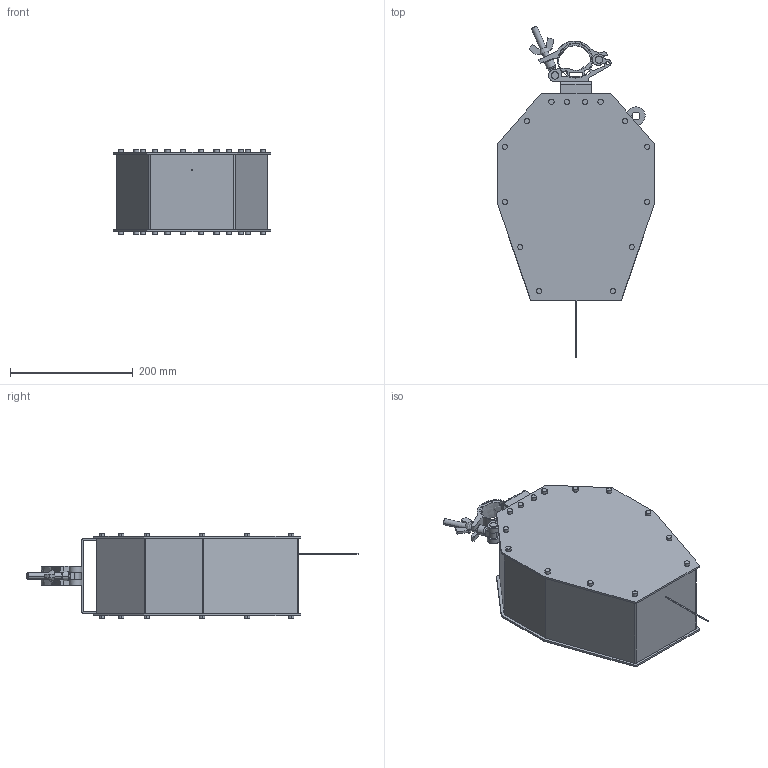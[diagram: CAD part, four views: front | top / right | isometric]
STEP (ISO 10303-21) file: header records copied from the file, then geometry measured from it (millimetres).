
FILE_DESCRIPTION (( 'STEP AP214' ), '1' );
FILE_NAME ('Assem6.STEP', '2019-06-25T08:34:21', ( '' ), ( '' ), 'SwSTEP 2.0', 'SolidWorks 2018', '' );
FILE_SCHEMA (( 'AUTOMOTIVE_DESIGN' ));
Length unit declared in the file: millimetre
Products named in the file (1): Assem6
Bounding box: 256 x 540.6 x 139 mm (x, y, z)
Surface area: 347649.2 mm2 (no closed solid volume)
Topology: 0 solids, 11 shells, 246 faces, 640 edges, 435 vertices
Faces by surface type: cylinder 112, plane 108, bspline 24, cone 2
Entity records: 12391 total; most frequent: CARTESIAN_POINT 3668, DIRECTION 1256, ORIENTED_EDGE 1178, EDGE_CURVE 636, AXIS2_PLACEMENT_3D 484, VERTEX_POINT 435, EDGE_LOOP 314, LINE 288
